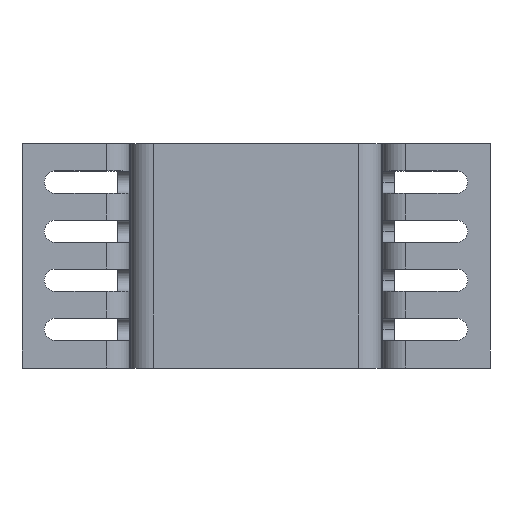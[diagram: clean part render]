
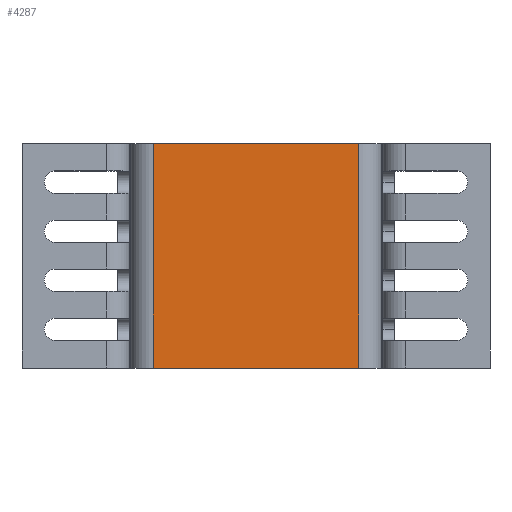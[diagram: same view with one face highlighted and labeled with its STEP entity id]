
A CAD part, top view. The second image highlights one B-rep face of the part: STEP entity #4287.
In plain terms, the highlighted planar face has unit normal (0, 0, 1).
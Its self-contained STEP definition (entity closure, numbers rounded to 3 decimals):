
#126 = CARTESIAN_POINT ( 'NONE',  ( -5.82, -6.362, 8.266 ) ) ;
#190 = PLANE ( 'NONE',  #888 ) ;
#274 = EDGE_CURVE ( 'NONE', #1504, #2182, #3602, .T. ) ;
#387 = FACE_OUTER_BOUND ( 'NONE', #1320, .T. ) ;
#454 = ORIENTED_EDGE ( 'NONE', *, *, #274, .T. ) ;
#517 = CARTESIAN_POINT ( 'NONE',  ( -5.82, -6.362, 8.266 ) ) ;
#551 = CARTESIAN_POINT ( 'NONE',  ( -5.82, 6.362, 8.266 ) ) ;
#613 = ORIENTED_EDGE ( 'NONE', *, *, #2998, .T. ) ;
#841 = VERTEX_POINT ( 'NONE', #2981 ) ;
#880 = DIRECTION ( 'NONE',  ( 0., 0., -1. ) ) ;
#888 = AXIS2_PLACEMENT_3D ( 'NONE', #551, #880, #3192 ) ;
#1320 = EDGE_LOOP ( 'NONE', ( #613, #4454, #2756, #454 ) ) ;
#1362 = VECTOR ( 'NONE', #3151, 1000. ) ;
#1504 = VERTEX_POINT ( 'NONE', #2658 ) ;
#1590 = EDGE_CURVE ( 'NONE', #2591, #841, #2238, .T. ) ;
#1641 = CARTESIAN_POINT ( 'NONE',  ( 5.82, 6.362, 8.266 ) ) ;
#1923 = CARTESIAN_POINT ( 'NONE',  ( -5.82, 6.362, 8.266 ) ) ;
#2182 = VERTEX_POINT ( 'NONE', #126 ) ;
#2238 = LINE ( 'NONE', #1641, #1362 ) ;
#2263 = LINE ( 'NONE', #1923, #3852 ) ;
#2591 = VERTEX_POINT ( 'NONE', #3311 ) ;
#2658 = CARTESIAN_POINT ( 'NONE',  ( -5.82, 6.362, 8.266 ) ) ;
#2756 = ORIENTED_EDGE ( 'NONE', *, *, #4183, .F. ) ;
#2981 = CARTESIAN_POINT ( 'NONE',  ( 5.82, -6.362, 8.266 ) ) ;
#2998 = EDGE_CURVE ( 'NONE', #2182, #841, #3752, .T. ) ;
#3054 = DIRECTION ( 'NONE',  ( 1., 0., 0. ) ) ;
#3151 = DIRECTION ( 'NONE',  ( 0., -1., 0. ) ) ;
#3192 = DIRECTION ( 'NONE',  ( -1., 0., 0. ) ) ;
#3311 = CARTESIAN_POINT ( 'NONE',  ( 5.82, 6.362, 8.266 ) ) ;
#3547 = VECTOR ( 'NONE', #4539, 1000. ) ;
#3582 = VECTOR ( 'NONE', #4237, 1000. ) ;
#3602 = LINE ( 'NONE', #4557, #3547 ) ;
#3752 = LINE ( 'NONE', #517, #3582 ) ;
#3852 = VECTOR ( 'NONE', #3054, 1000. ) ;
#4183 = EDGE_CURVE ( 'NONE', #1504, #2591, #2263, .T. ) ;
#4237 = DIRECTION ( 'NONE',  ( 1., 0., 0. ) ) ;
#4287 = ADVANCED_FACE ( 'NONE', ( #387 ), #190, .F. ) ;
#4454 = ORIENTED_EDGE ( 'NONE', *, *, #1590, .F. ) ;
#4539 = DIRECTION ( 'NONE',  ( 0., -1., 0. ) ) ;
#4557 = CARTESIAN_POINT ( 'NONE',  ( -5.82, 6.362, 8.266 ) ) ;
